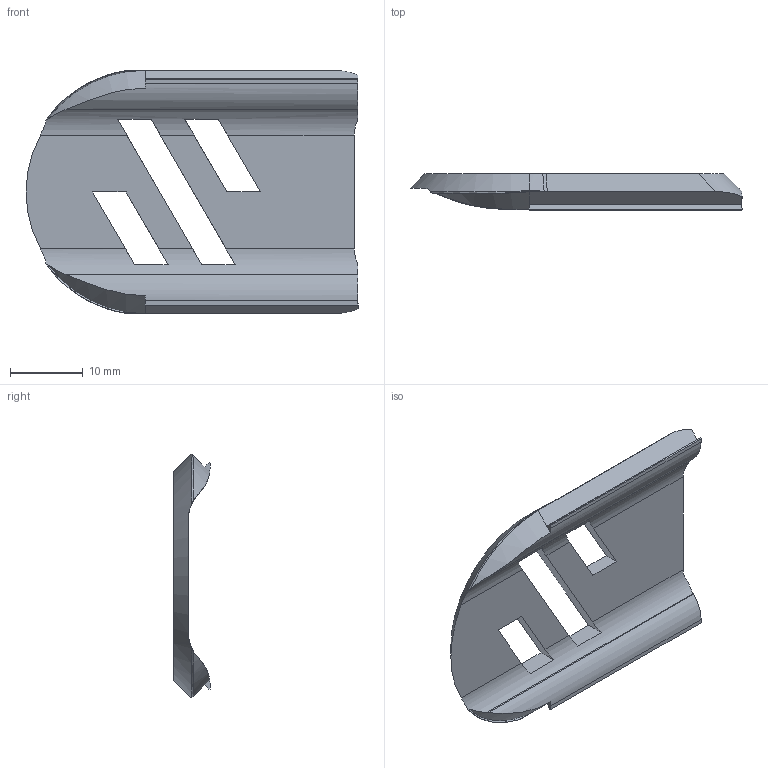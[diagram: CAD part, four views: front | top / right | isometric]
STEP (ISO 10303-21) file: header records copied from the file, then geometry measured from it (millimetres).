
FILE_DESCRIPTION (( 'STEP AP214' ), '1' );
FILE_NAME ('motor_cover.STEP', '2021-08-23T08:37:03', ( '' ), ( '' ), 'SwSTEP 2.0', 'SolidWorks 2021', '' );
FILE_SCHEMA (( 'AUTOMOTIVE_DESIGN' ));
Length unit declared in the file: millimetre
Products named in the file (1): motor_cover
Bounding box: 45.72 x 5 x 33.48 mm (x, y, z)
Volume: 3050.3 mm3; surface area: 3079.2 mm2
Topology: 1 solids, 1 shells, 53 faces, 154 edges, 100 vertices
Faces by surface type: plane 36, cylinder 8, cone 5, torus 2, bspline 2
Entity records: 1850 total; most frequent: CARTESIAN_POINT 512, ORIENTED_EDGE 308, DIRECTION 228, EDGE_CURVE 154, VERTEX_POINT 100, LINE 92, VECTOR 92, AXIS2_PLACEMENT_3D 68
